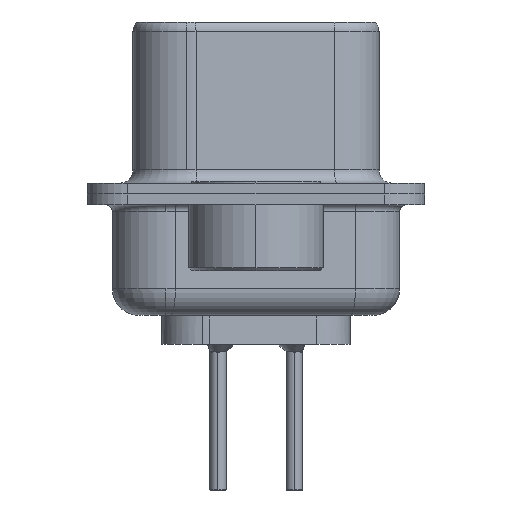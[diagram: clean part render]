
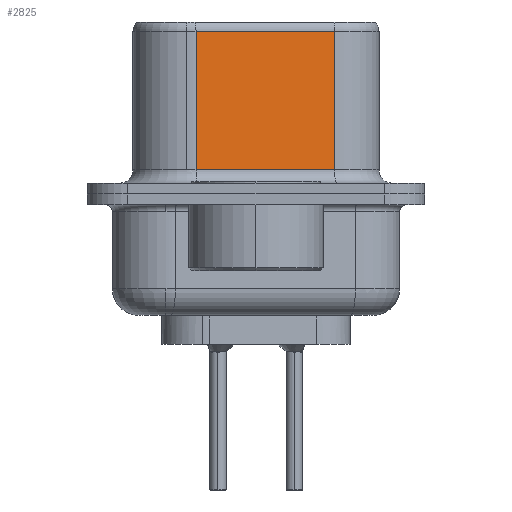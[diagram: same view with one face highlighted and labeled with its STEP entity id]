
A CAD part, left-side view. The second image highlights one B-rep face of the part: STEP entity #2825.
In plain terms, the highlighted planar face has unit normal (-0.985, -0.174, 0).
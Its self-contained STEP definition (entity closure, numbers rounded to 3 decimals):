
#61 = AXIS2_PLACEMENT_3D ( 'NONE', #11284, #11657, #7575 ) ;
#332 = EDGE_LOOP ( 'NONE', ( #813, #21302, #19710, #4470 ) ) ;
#547 = VERTEX_POINT ( 'NONE', #13684 ) ;
#694 = VECTOR ( 'NONE', #25051, 1000. ) ;
#813 = ORIENTED_EDGE ( 'NONE', *, *, #7272, .F. ) ;
#2045 = CARTESIAN_POINT ( 'NONE',  ( 4.58, -2.927, 6.05 ) ) ;
#2330 = EDGE_CURVE ( 'NONE', #21623, #547, #22558, .T. ) ;
#2702 = VECTOR ( 'NONE', #22653, 1000. ) ;
#2825 = ADVANCED_FACE ( 'NONE', ( #19041 ), #11779, .F. ) ;
#3138 = LINE ( 'NONE', #9142, #24830 ) ;
#4470 = ORIENTED_EDGE ( 'NONE', *, *, #24413, .T. ) ;
#4936 = CARTESIAN_POINT ( 'NONE',  ( 4.58, -2.927, 0.9 ) ) ;
#6994 = CARTESIAN_POINT ( 'NONE',  ( 4.58, -2.927, 6.55 ) ) ;
#7238 = LINE ( 'NONE', #15641, #694 ) ;
#7272 = EDGE_CURVE ( 'NONE', #21623, #24439, #14644, .T. ) ;
#7575 = DIRECTION ( 'NONE',  ( -0.174, 0.985, 0. ) ) ;
#8436 = CARTESIAN_POINT ( 'NONE',  ( 4.58, -2.927, 6.05 ) ) ;
#9142 = CARTESIAN_POINT ( 'NONE',  ( 4.58, -2.927, 0.9 ) ) ;
#9416 = CARTESIAN_POINT ( 'NONE',  ( 3.67, 2.233, 0.9 ) ) ;
#11284 = CARTESIAN_POINT ( 'NONE',  ( 4.58, -2.927, 6.55 ) ) ;
#11604 = EDGE_CURVE ( 'NONE', #547, #18277, #7238, .T. ) ;
#11657 = DIRECTION ( 'NONE',  ( 0.985, 0.174, 0. ) ) ;
#11779 = PLANE ( 'NONE',  #61 ) ;
#12706 = DIRECTION ( 'NONE',  ( 0.174, -0.985, 0. ) ) ;
#13684 = CARTESIAN_POINT ( 'NONE',  ( 3.67, 2.233, 6.05 ) ) ;
#14644 = LINE ( 'NONE', #6994, #2702 ) ;
#15641 = CARTESIAN_POINT ( 'NONE',  ( 3.67, 2.233, 6.55 ) ) ;
#18277 = VERTEX_POINT ( 'NONE', #9416 ) ;
#19041 = FACE_OUTER_BOUND ( 'NONE', #332, .T. ) ;
#19710 = ORIENTED_EDGE ( 'NONE', *, *, #11604, .T. ) ;
#20644 = DIRECTION ( 'NONE',  ( -0.174, 0.985, 0. ) ) ;
#21302 = ORIENTED_EDGE ( 'NONE', *, *, #2330, .T. ) ;
#21623 = VERTEX_POINT ( 'NONE', #2045 ) ;
#22558 = LINE ( 'NONE', #8436, #23657 ) ;
#22653 = DIRECTION ( 'NONE',  ( 0., 0., -1. ) ) ;
#23657 = VECTOR ( 'NONE', #20644, 1000. ) ;
#24413 = EDGE_CURVE ( 'NONE', #18277, #24439, #3138, .T. ) ;
#24439 = VERTEX_POINT ( 'NONE', #4936 ) ;
#24830 = VECTOR ( 'NONE', #12706, 1000. ) ;
#25051 = DIRECTION ( 'NONE',  ( 0., 0., -1. ) ) ;
